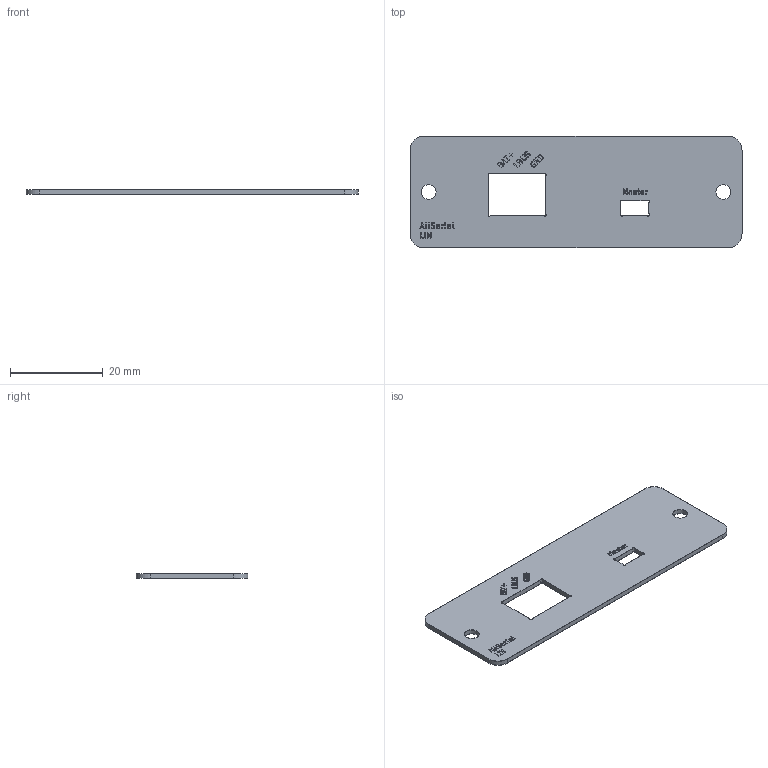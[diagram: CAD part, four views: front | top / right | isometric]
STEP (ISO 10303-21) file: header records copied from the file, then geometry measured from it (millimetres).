
FILE_DESCRIPTION(('KiCad electronic assembly'),'2;1');
FILE_NAME('AllSerial LIN Front.step','2025-07-10T18:57:14',('Pcbnew'),( 'Kicad'),'Open CASCADE STEP processor 7.8','KiCad to STEP converter' ,'Unknown');
FILE_SCHEMA(('AUTOMOTIVE_DESIGN { 1 0 10303 214 1 1 1 1 }'));
Length unit declared in the file: millimetre
Products named in the file (5): AllSerial LIN Front 1; AllSerial LIN Front_copper; AllSerial LIN Front_silkscreen; AllSerial LIN Front_soldermask; AllSerial LIN Front_PCB
Assembly tree (4 placements, depth 2):
  AllSerial LIN Front 1
    AllSerial LIN Front_copper
    AllSerial LIN Front_silkscreen
    AllSerial LIN Front_soldermask
    AllSerial LIN Front_PCB
Bounding box: 71.5 x 24 x 1.12 mm (x, y, z)
Volume: 1562.9 mm3; surface area: 6469.1 mm2
Topology: 44 solids, 91 shells, 852 faces, 3454 edges, 2737 vertices
Faces by surface type: plane 662, cylinder 190
Full cylindrical faces by diameter (mm): 3.2 x2
Entity records: 36924 total; most frequent: CARTESIAN_POINT 7048, DIRECTION 5846, ORIENTED_EDGE 5605, EDGE_CURVE 3454, LINE 2776, VECTOR 2776, VERTEX_POINT 2737, AXIS2_PLACEMENT_3D 1535
